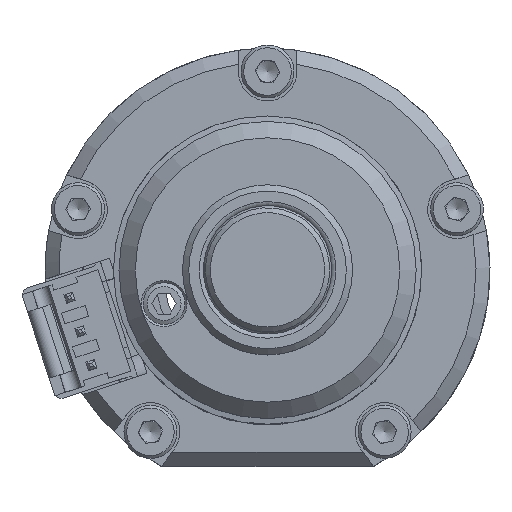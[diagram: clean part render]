
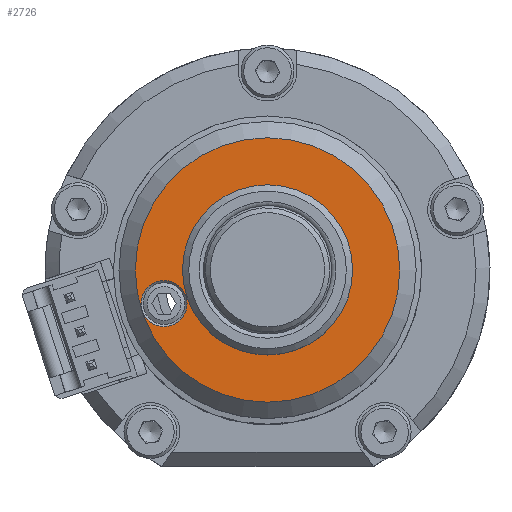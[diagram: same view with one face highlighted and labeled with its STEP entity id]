
A CAD part, top view. The second image highlights one B-rep face of the part: STEP entity #2726.
In plain terms, the highlighted planar face has unit normal (0, 0, 1).
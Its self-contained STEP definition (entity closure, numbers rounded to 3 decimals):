
#688 = EDGE_LOOP ( 'NONE', ( #10314 ) ) ;
#1205 = DIRECTION ( 'NONE',  ( 0., 0., 1. ) ) ;
#1295 = CARTESIAN_POINT ( 'NONE',  ( 0., 12.184, 31.445 ) ) ;
#1304 = CARTESIAN_POINT ( 'NONE',  ( 0., 0., 31.445 ) ) ;
#1318 = FACE_BOUND ( 'NONE', #9230, .T. ) ;
#2726 = ADVANCED_FACE ( 'NONE', ( #10814, #7557, #1318 ), #5325, .T. ) ;
#3231 = DIRECTION ( 'NONE',  ( 0., 0., 1. ) ) ;
#3549 = DIRECTION ( 'NONE',  ( 0., 0., -1. ) ) ;
#4325 = CIRCLE ( 'NONE', #13926, 1.65 ) ;
#4545 = EDGE_CURVE ( 'NONE', #11183, #11183, #14921, .T. ) ;
#4622 = CIRCLE ( 'NONE', #11267, 9.48 ) ;
#5177 = VERTEX_POINT ( 'NONE', #6283 ) ;
#5325 = PLANE ( 'NONE',  #12925 ) ;
#5983 = EDGE_LOOP ( 'NONE', ( #11204 ) ) ;
#6283 = CARTESIAN_POINT ( 'NONE',  ( 9.48, 0., 31.445 ) ) ;
#6804 = CARTESIAN_POINT ( 'NONE',  ( -7.418, -2.41, 31.445 ) ) ;
#7298 = DIRECTION ( 'NONE',  ( -1., 0., 0. ) ) ;
#7557 = FACE_OUTER_BOUND ( 'NONE', #688, .T. ) ;
#7823 = DIRECTION ( 'NONE',  ( 1., 0., 0. ) ) ;
#9222 = AXIS2_PLACEMENT_3D ( 'NONE', #1304, #12692, #7298 ) ;
#9230 = EDGE_LOOP ( 'NONE', ( #11500 ) ) ;
#9805 = VERTEX_POINT ( 'NONE', #12552 ) ;
#9888 = DIRECTION ( 'NONE',  ( 1., 0., 0. ) ) ;
#10314 = ORIENTED_EDGE ( 'NONE', *, *, #10450, .F. ) ;
#10450 = EDGE_CURVE ( 'NONE', #5177, #5177, #4622, .T. ) ;
#10814 = FACE_BOUND ( 'NONE', #5983, .T. ) ;
#11007 = CARTESIAN_POINT ( 'NONE',  ( 0., 0., 31.445 ) ) ;
#11183 = VERTEX_POINT ( 'NONE', #15984 ) ;
#11204 = ORIENTED_EDGE ( 'NONE', *, *, #13537, .F. ) ;
#11267 = AXIS2_PLACEMENT_3D ( 'NONE', #11007, #3549, #12233 ) ;
#11500 = ORIENTED_EDGE ( 'NONE', *, *, #4545, .T. ) ;
#12233 = DIRECTION ( 'NONE',  ( 1., 0., 0. ) ) ;
#12552 = CARTESIAN_POINT ( 'NONE',  ( -5.768, -2.41, 31.445 ) ) ;
#12692 = DIRECTION ( 'NONE',  ( 0., 0., -1. ) ) ;
#12925 = AXIS2_PLACEMENT_3D ( 'NONE', #1295, #3231, #7823 ) ;
#13537 = EDGE_CURVE ( 'NONE', #9805, #9805, #4325, .T. ) ;
#13926 = AXIS2_PLACEMENT_3D ( 'NONE', #6804, #1205, #9888 ) ;
#14921 = CIRCLE ( 'NONE', #9222, 6.1 ) ;
#15984 = CARTESIAN_POINT ( 'NONE',  ( -6.1, 0., 31.445 ) ) ;
